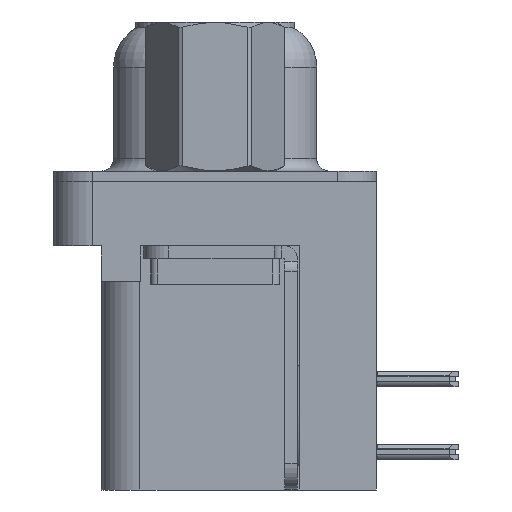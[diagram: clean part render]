
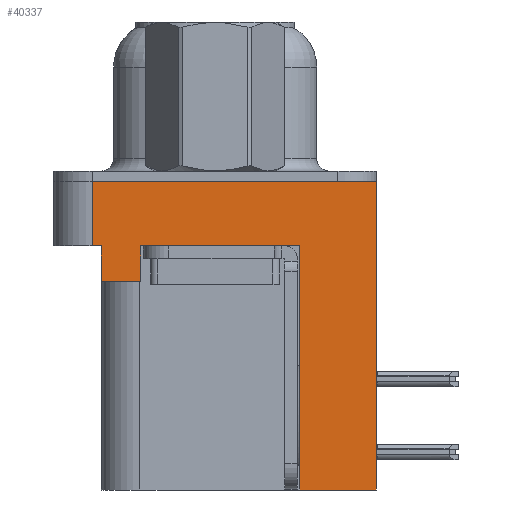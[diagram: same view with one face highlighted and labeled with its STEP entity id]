
A CAD part, left-side view. The second image highlights one B-rep face of the part: STEP entity #40337.
In plain terms, the highlighted planar face has unit normal (-1, 0, 0).
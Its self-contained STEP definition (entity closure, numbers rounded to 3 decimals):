
#762 = ORIENTED_EDGE ( 'NONE', *, *, #36876, .F. ) ;
#919 = VECTOR ( 'NONE', #4943, 1000. ) ;
#932 = ORIENTED_EDGE ( 'NONE', *, *, #10329, .T. ) ;
#1110 = LINE ( 'NONE', #34468, #26323 ) ;
#1585 = ORIENTED_EDGE ( 'NONE', *, *, #16875, .F. ) ;
#2509 = EDGE_CURVE ( 'NONE', #29537, #9634, #40971, .T. ) ;
#2597 = VECTOR ( 'NONE', #29391, 1000. ) ;
#3038 = VERTEX_POINT ( 'NONE', #38832 ) ;
#3074 = VERTEX_POINT ( 'NONE', #29235 ) ;
#3775 = CARTESIAN_POINT ( 'NONE',  ( -2.91, 4.775, 0. ) ) ;
#4844 = VERTEX_POINT ( 'NONE', #20697 ) ;
#4943 = DIRECTION ( 'NONE',  ( 0., 0., 1. ) ) ;
#6439 = DIRECTION ( 'NONE',  ( 0., 0., 1. ) ) ;
#6661 = CARTESIAN_POINT ( 'NONE',  ( -2.91, -6.275, -2.5 ) ) ;
#8686 = DIRECTION ( 'NONE',  ( 0., 0., 1. ) ) ;
#8932 = DIRECTION ( 'NONE',  ( 0., -1., 0. ) ) ;
#9031 = VECTOR ( 'NONE', #22978, 1000. ) ;
#9295 = VECTOR ( 'NONE', #38169, 1000. ) ;
#9469 = CARTESIAN_POINT ( 'NONE',  ( -2.91, 4.425, -2.5 ) ) ;
#9634 = VERTEX_POINT ( 'NONE', #3775 ) ;
#9917 = CARTESIAN_POINT ( 'NONE',  ( -2.91, -3.295, -2.5 ) ) ;
#10024 = VECTOR ( 'NONE', #12337, 1000. ) ;
#10329 = EDGE_CURVE ( 'NONE', #14653, #3074, #40501, .T. ) ;
#10583 = LINE ( 'NONE', #38705, #10024 ) ;
#11145 = LINE ( 'NONE', #6661, #11620 ) ;
#11378 = EDGE_LOOP ( 'NONE', ( #1585, #27430, #16901, #22162, #762, #24146, #25929, #34615, #37827, #932 ) ) ;
#11620 = VECTOR ( 'NONE', #33095, 1000. ) ;
#11912 = EDGE_CURVE ( 'NONE', #4844, #37419, #10583, .T. ) ;
#12337 = DIRECTION ( 'NONE',  ( 0., 0., 1. ) ) ;
#12413 = CARTESIAN_POINT ( 'NONE',  ( -2.91, -6.275, -2.5 ) ) ;
#12645 = CARTESIAN_POINT ( 'NONE',  ( -2.91, -6.275, -2.5 ) ) ;
#13012 = LINE ( 'NONE', #26575, #32521 ) ;
#13041 = CARTESIAN_POINT ( 'NONE',  ( -2.91, 2.895, -2.5 ) ) ;
#14653 = VERTEX_POINT ( 'NONE', #15205 ) ;
#15205 = CARTESIAN_POINT ( 'NONE',  ( -2.91, -6.275, -12. ) ) ;
#15761 = FACE_OUTER_BOUND ( 'NONE', #11378, .T. ) ;
#16364 = CARTESIAN_POINT ( 'NONE',  ( -2.91, 4.425, -3.9 ) ) ;
#16377 = PLANE ( 'NONE',  #25343 ) ;
#16480 = CARTESIAN_POINT ( 'NONE',  ( -2.91, 4.425, -3.9 ) ) ;
#16875 = EDGE_CURVE ( 'NONE', #9634, #3074, #28882, .T. ) ;
#16901 = ORIENTED_EDGE ( 'NONE', *, *, #39614, .T. ) ;
#18157 = EDGE_CURVE ( 'NONE', #14653, #4844, #13012, .T. ) ;
#18201 = CARTESIAN_POINT ( 'NONE',  ( -2.91, 4.775, -2.5 ) ) ;
#19172 = LINE ( 'NONE', #12413, #25356 ) ;
#19939 = CARTESIAN_POINT ( 'NONE',  ( -2.91, 4.425, -3.9 ) ) ;
#20270 = DIRECTION ( 'NONE',  ( 0., 1., 0. ) ) ;
#20697 = CARTESIAN_POINT ( 'NONE',  ( -2.91, -3.295, -12. ) ) ;
#22162 = ORIENTED_EDGE ( 'NONE', *, *, #28667, .F. ) ;
#22822 = VERTEX_POINT ( 'NONE', #19939 ) ;
#22978 = DIRECTION ( 'NONE',  ( 0., 1., 0. ) ) ;
#24146 = ORIENTED_EDGE ( 'NONE', *, *, #32930, .T. ) ;
#24304 = DIRECTION ( 'NONE',  ( 0., 0., 1. ) ) ;
#24988 = CARTESIAN_POINT ( 'NONE',  ( -2.91, -6.275, 0. ) ) ;
#25343 = AXIS2_PLACEMENT_3D ( 'NONE', #12645, #29287, #6439 ) ;
#25356 = VECTOR ( 'NONE', #8932, 1000. ) ;
#25929 = ORIENTED_EDGE ( 'NONE', *, *, #37456, .T. ) ;
#26323 = VECTOR ( 'NONE', #24304, 1000. ) ;
#26575 = CARTESIAN_POINT ( 'NONE',  ( -2.91, -3.295, -12. ) ) ;
#26617 = VECTOR ( 'NONE', #8686, 1000. ) ;
#27430 = ORIENTED_EDGE ( 'NONE', *, *, #2509, .F. ) ;
#28636 = CARTESIAN_POINT ( 'NONE',  ( -2.91, 4.775, -2.5 ) ) ;
#28667 = EDGE_CURVE ( 'NONE', #22822, #30087, #34025, .T. ) ;
#28882 = LINE ( 'NONE', #24988, #9295 ) ;
#29235 = CARTESIAN_POINT ( 'NONE',  ( -2.91, -6.275, 0. ) ) ;
#29287 = DIRECTION ( 'NONE',  ( -1., 0., 0. ) ) ;
#29391 = DIRECTION ( 'NONE',  ( 0., 0., 1. ) ) ;
#29537 = VERTEX_POINT ( 'NONE', #28636 ) ;
#30087 = VERTEX_POINT ( 'NONE', #9469 ) ;
#30696 = VERTEX_POINT ( 'NONE', #13041 ) ;
#32521 = VECTOR ( 'NONE', #20270, 1000. ) ;
#32930 = EDGE_CURVE ( 'NONE', #3038, #30696, #1110, .T. ) ;
#33095 = DIRECTION ( 'NONE',  ( 0., -1., 0. ) ) ;
#34025 = LINE ( 'NONE', #16480, #2597 ) ;
#34468 = CARTESIAN_POINT ( 'NONE',  ( -2.91, 2.895, -3.9 ) ) ;
#34615 = ORIENTED_EDGE ( 'NONE', *, *, #11912, .F. ) ;
#34676 = CARTESIAN_POINT ( 'NONE',  ( -2.91, -6.275, -2.5 ) ) ;
#35731 = LINE ( 'NONE', #16364, #9031 ) ;
#36876 = EDGE_CURVE ( 'NONE', #3038, #22822, #35731, .T. ) ;
#37419 = VERTEX_POINT ( 'NONE', #9917 ) ;
#37456 = EDGE_CURVE ( 'NONE', #30696, #37419, #11145, .T. ) ;
#37827 = ORIENTED_EDGE ( 'NONE', *, *, #18157, .F. ) ;
#38169 = DIRECTION ( 'NONE',  ( 0., -1., 0. ) ) ;
#38705 = CARTESIAN_POINT ( 'NONE',  ( -2.91, -3.295, -12. ) ) ;
#38832 = CARTESIAN_POINT ( 'NONE',  ( -2.91, 2.895, -3.9 ) ) ;
#39614 = EDGE_CURVE ( 'NONE', #29537, #30087, #19172, .T. ) ;
#40337 = ADVANCED_FACE ( 'NONE', ( #15761 ), #16377, .T. ) ;
#40501 = LINE ( 'NONE', #34676, #919 ) ;
#40971 = LINE ( 'NONE', #18201, #26617 ) ;
